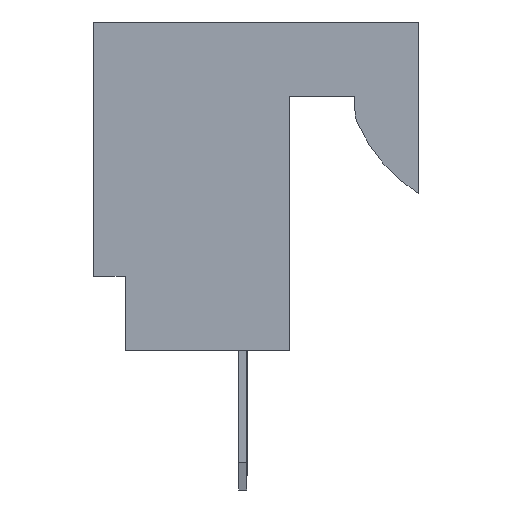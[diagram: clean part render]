
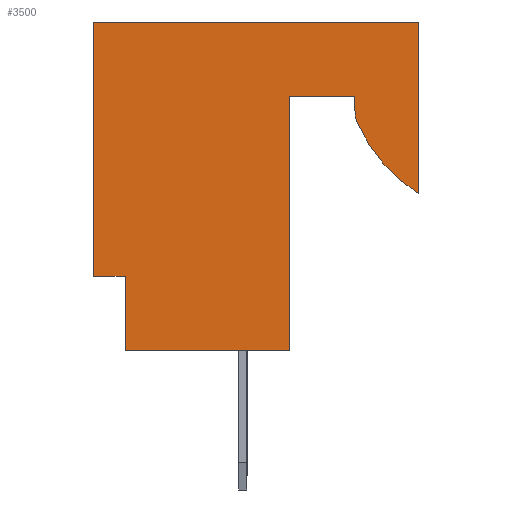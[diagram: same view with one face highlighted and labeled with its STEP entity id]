
A CAD part, left-side view. The second image highlights one B-rep face of the part: STEP entity #3500.
In plain terms, the highlighted planar face has unit normal (-1, 0, 0).
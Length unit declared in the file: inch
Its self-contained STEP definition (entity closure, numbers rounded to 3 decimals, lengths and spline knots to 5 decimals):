
#1=DIRECTION('',(0.,0.,-1.));
#2=VECTOR('',#1,0.16208);
#3=CARTESIAN_POINT('',(-0.248,0.,0.));
#4=LINE('',#3,#2);
#5=CARTESIAN_POINT('',(-0.248,-0.0797,-0.035));
#6=DIRECTION('',(1.,0.,0.));
#7=DIRECTION('',(0.,0.531,-0.847));
#8=AXIS2_PLACEMENT_3D('',#5,#6,#7);
#10=CARTESIAN_POINT('',(-0.248,0.03,-0.08365));
#11=DIRECTION('',(1.,0.,0.));
#12=DIRECTION('',(0.,0.914,-0.405));
#13=AXIS2_PLACEMENT_3D('',#10,#11,#12);
#15=DIRECTION('',(0.,0.,1.));
#16=VECTOR('',#15,0.01365);
#17=CARTESIAN_POINT('',(-0.248,0.06,-0.08365));
#18=LINE('',#17,#16);
#19=DIRECTION('',(0.,1.,0.));
#20=VECTOR('',#19,0.062);
#21=CARTESIAN_POINT('',(-0.248,0.06,-0.07));
#22=LINE('',#21,#20);
#23=DIRECTION('',(0.,0.,-1.));
#24=VECTOR('',#23,0.24);
#25=CARTESIAN_POINT('',(-0.248,0.122,-0.07));
#26=LINE('',#25,#24);
#27=DIRECTION('',(0.,1.,0.));
#28=VECTOR('',#27,0.155);
#29=CARTESIAN_POINT('',(-0.248,0.122,-0.31));
#30=LINE('',#29,#28);
#31=DIRECTION('',(0.,0.,1.));
#32=VECTOR('',#31,0.07);
#33=CARTESIAN_POINT('',(-0.248,0.277,-0.31));
#34=LINE('',#33,#32);
#35=DIRECTION('',(0.,1.,0.));
#36=VECTOR('',#35,0.03);
#37=CARTESIAN_POINT('',(-0.248,0.277,-0.24));
#38=LINE('',#37,#36);
#39=DIRECTION('',(0.,0.,1.));
#40=VECTOR('',#39,0.24);
#41=CARTESIAN_POINT('',(-0.248,0.307,-0.24));
#42=LINE('',#41,#40);
#43=DIRECTION('',(0.,-1.,0.));
#44=VECTOR('',#43,0.307);
#45=CARTESIAN_POINT('',(-0.248,0.307,0.));
#46=LINE('',#45,#44);
#2639=CARTESIAN_POINT('',(-0.248,0.,0.));
#2640=CARTESIAN_POINT('',(-0.248,0.,-0.16208));
#2641=VERTEX_POINT('',#2639);
#2642=VERTEX_POINT('',#2640);
#2643=CARTESIAN_POINT('',(-0.248,0.06,-0.07));
#2644=CARTESIAN_POINT('',(-0.248,0.122,-0.07));
#2645=VERTEX_POINT('',#2643);
#2646=VERTEX_POINT('',#2644);
#2647=CARTESIAN_POINT('',(-0.248,0.122,-0.31));
#2648=VERTEX_POINT('',#2647);
#2649=CARTESIAN_POINT('',(-0.248,0.277,-0.31));
#2650=VERTEX_POINT('',#2649);
#2651=CARTESIAN_POINT('',(-0.248,0.277,-0.24));
#2652=VERTEX_POINT('',#2651);
#2653=CARTESIAN_POINT('',(-0.248,0.307,-0.24));
#2654=VERTEX_POINT('',#2653);
#2655=CARTESIAN_POINT('',(-0.248,0.307,0.));
#2656=VERTEX_POINT('',#2655);
#2823=CARTESIAN_POINT('',(-0.248,0.05742,-0.09581));
#2824=VERTEX_POINT('',#2823);
#2825=CARTESIAN_POINT('',(-0.248,0.06,-0.08365));
#2826=VERTEX_POINT('',#2825);
#3471=CARTESIAN_POINT('',(-0.248,0.,0.));
#3472=DIRECTION('',(1.,0.,0.));
#3473=DIRECTION('',(0.,0.,-1.));
#3474=AXIS2_PLACEMENT_3D('',#3471,#3472,#3473);
#3475=PLANE('',#3474);
#3477=ORIENTED_EDGE('',*,*,#3476,.T.);
#3479=ORIENTED_EDGE('',*,*,#3478,.T.);
#3481=ORIENTED_EDGE('',*,*,#3480,.T.);
#3483=ORIENTED_EDGE('',*,*,#3482,.T.);
#3485=ORIENTED_EDGE('',*,*,#3484,.T.);
#3487=ORIENTED_EDGE('',*,*,#3486,.T.);
#3489=ORIENTED_EDGE('',*,*,#3488,.T.);
#3491=ORIENTED_EDGE('',*,*,#3490,.T.);
#3493=ORIENTED_EDGE('',*,*,#3492,.T.);
#3495=ORIENTED_EDGE('',*,*,#3494,.T.);
#3497=ORIENTED_EDGE('',*,*,#3496,.T.);
#3498=EDGE_LOOP('',(#3477,#3479,#3481,#3483,#3485,#3487,#3489,#3491,#3493,#3495,
#3497));
#3499=FACE_OUTER_BOUND('',#3498,.F.);
#3500=ADVANCED_FACE('',(#3499),#3475,.F.);
#9=CIRCLE('',#8,0.15);
#14=CIRCLE('',#13,0.03);
#3476=EDGE_CURVE('',#2641,#2642,#4,.T.);
#3478=EDGE_CURVE('',#2642,#2824,#9,.T.);
#3480=EDGE_CURVE('',#2824,#2826,#14,.T.);
#3482=EDGE_CURVE('',#2826,#2645,#18,.T.);
#3484=EDGE_CURVE('',#2645,#2646,#22,.T.);
#3486=EDGE_CURVE('',#2646,#2648,#26,.T.);
#3488=EDGE_CURVE('',#2648,#2650,#30,.T.);
#3490=EDGE_CURVE('',#2650,#2652,#34,.T.);
#3492=EDGE_CURVE('',#2652,#2654,#38,.T.);
#3494=EDGE_CURVE('',#2654,#2656,#42,.T.);
#3496=EDGE_CURVE('',#2656,#2641,#46,.T.);
